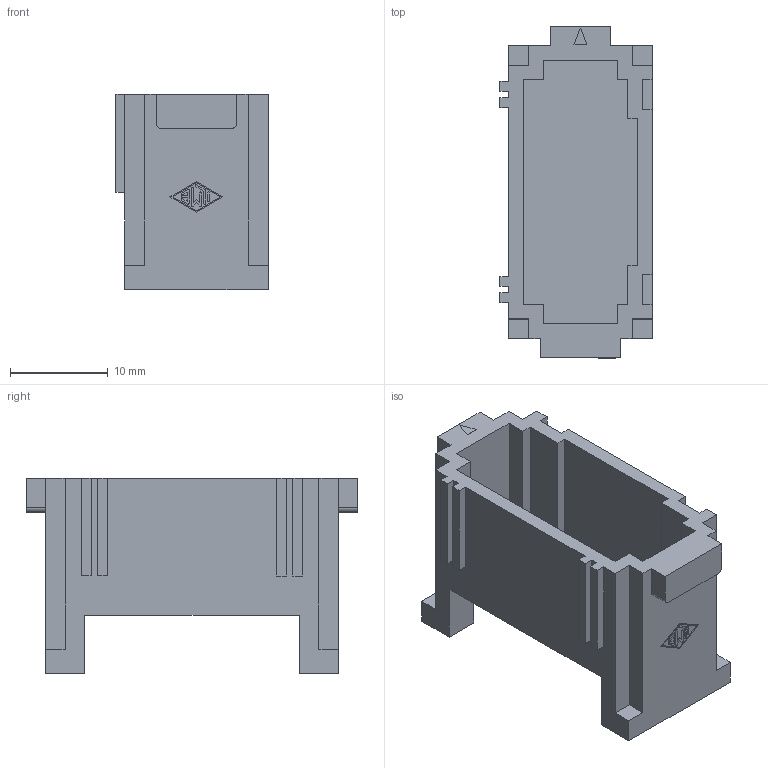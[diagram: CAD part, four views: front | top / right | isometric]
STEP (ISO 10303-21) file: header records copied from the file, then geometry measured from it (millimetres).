
FILE_DESCRIPTION(('CoCreate Modeling STEP Export'),'2;1');
FILE_NAME('CX_FM.stp','2011-02-16T11:45:14',(''),(''),'CoCreate Modeling STEP processor for AP214 (Solid Model)','CoCreate Modeling 16.00A 16-Aug-2008 (C) Parametric Technology GmbH','');
FILE_SCHEMA(('AUTOMOTIVE_DESIGN { 1 0 10303 214 1 1 1 1 }'));
Length unit declared in the file: millimetre
Products named in the file (2): CX_FM
Assembly tree (1 placements, depth 2):
  CX_FM
    CX_FM
Bounding box: 15.6 x 34 x 20 mm (x, y, z)
Volume: 2795.2 mm3; surface area: 3813.2 mm2
Topology: 1 solids, 1 shells, 138 faces, 384 edges, 256 vertices
Faces by surface type: plane 120, cylinder 9, extrusion 9
Entity records: 5212 total; most frequent: CARTESIAN_POINT 1010, ORIENTED_EDGE 768, DIRECTION 636, EDGE_CURVE 384, VECTOR 350, LINE 341, VERTEX_POINT 256, EDGE_LOOP 146
